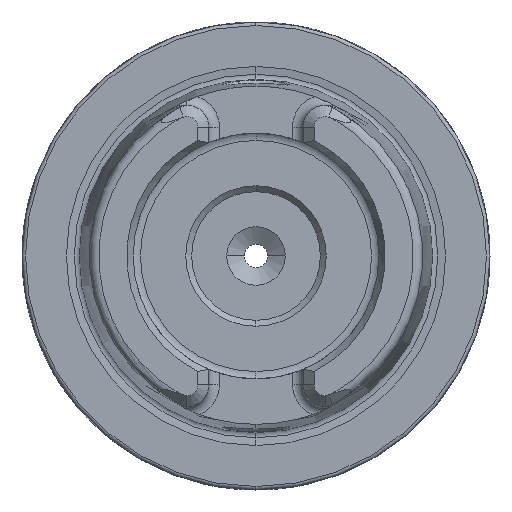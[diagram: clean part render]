
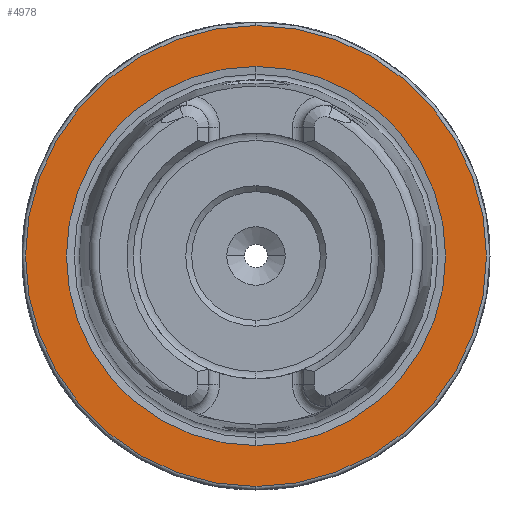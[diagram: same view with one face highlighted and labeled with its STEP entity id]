
A CAD part, left-side view. The second image highlights one B-rep face of the part: STEP entity #4978.
In plain terms, the highlighted planar face has unit normal (-1, 0, 0).
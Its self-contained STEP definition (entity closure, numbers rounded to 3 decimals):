
#225 = DIRECTION ( 'NONE',  ( -1., 0., 0. ) ) ;
#708 = AXIS2_PLACEMENT_3D ( 'NONE', #6360, #17400, #7925 ) ;
#714 = CARTESIAN_POINT ( 'NONE',  ( 0., 0., 16.207 ) ) ;
#2066 = DIRECTION ( 'NONE',  ( -1., 0., 0. ) ) ;
#3344 = CARTESIAN_POINT ( 'NONE',  ( 0., 0., 19.7 ) ) ;
#3504 = VERTEX_POINT ( 'NONE', #5900 ) ;
#3670 = EDGE_CURVE ( 'NONE', #5351, #3504, #4167, .T. ) ;
#4167 = CIRCLE ( 'NONE', #12836, 16.207 ) ;
#4557 = PLANE ( 'NONE',  #14830 ) ;
#4978 = ADVANCED_FACE ( 'NONE', ( #11226, #6045 ), #4557, .F. ) ;
#5063 = EDGE_CURVE ( 'NONE', #3504, #5351, #18642, .T. ) ;
#5257 = EDGE_CURVE ( 'NONE', #15301, #8774, #7751, .T. ) ;
#5351 = VERTEX_POINT ( 'NONE', #714 ) ;
#5900 = CARTESIAN_POINT ( 'NONE',  ( 0., 0., -16.207 ) ) ;
#6045 = FACE_OUTER_BOUND ( 'NONE', #13674, .T. ) ;
#6054 = ORIENTED_EDGE ( 'NONE', *, *, #16982, .T. ) ;
#6259 = CIRCLE ( 'NONE', #11125, 19.7 ) ;
#6360 = CARTESIAN_POINT ( 'NONE',  ( 0., 0., 0. ) ) ;
#7751 = CIRCLE ( 'NONE', #9119, 19.7 ) ;
#7925 = DIRECTION ( 'NONE',  ( 0., 0., 1. ) ) ;
#8351 = ORIENTED_EDGE ( 'NONE', *, *, #5257, .T. ) ;
#8735 = ORIENTED_EDGE ( 'NONE', *, *, #5063, .F. ) ;
#8774 = VERTEX_POINT ( 'NONE', #3344 ) ;
#9119 = AXIS2_PLACEMENT_3D ( 'NONE', #11520, #2066, #13114 ) ;
#9313 = DIRECTION ( 'NONE',  ( 1., 0., 0. ) ) ;
#9654 = CARTESIAN_POINT ( 'NONE',  ( 0., 0., 0. ) ) ;
#10209 = CARTESIAN_POINT ( 'NONE',  ( 0., 0., -19.7 ) ) ;
#11125 = AXIS2_PLACEMENT_3D ( 'NONE', #9654, #225, #11243 ) ;
#11226 = FACE_BOUND ( 'NONE', #17007, .T. ) ;
#11243 = DIRECTION ( 'NONE',  ( 0., 0., 1. ) ) ;
#11520 = CARTESIAN_POINT ( 'NONE',  ( 0., 0., 0. ) ) ;
#12836 = AXIS2_PLACEMENT_3D ( 'NONE', #18875, #18668, #18533 ) ;
#13114 = DIRECTION ( 'NONE',  ( 0., 0., 1. ) ) ;
#13674 = EDGE_LOOP ( 'NONE', ( #6054, #8351 ) ) ;
#14830 = AXIS2_PLACEMENT_3D ( 'NONE', #18790, #9313, #20373 ) ;
#15301 = VERTEX_POINT ( 'NONE', #10209 ) ;
#16982 = EDGE_CURVE ( 'NONE', #8774, #15301, #6259, .T. ) ;
#17007 = EDGE_LOOP ( 'NONE', ( #19421, #8735 ) ) ;
#17400 = DIRECTION ( 'NONE',  ( -1., 0., 0. ) ) ;
#18533 = DIRECTION ( 'NONE',  ( 0., 0., 1. ) ) ;
#18642 = CIRCLE ( 'NONE', #708, 16.207 ) ;
#18668 = DIRECTION ( 'NONE',  ( -1., 0., 0. ) ) ;
#18790 = CARTESIAN_POINT ( 'NONE',  ( 0., 19.7, 0. ) ) ;
#18875 = CARTESIAN_POINT ( 'NONE',  ( 0., 0., 0. ) ) ;
#19421 = ORIENTED_EDGE ( 'NONE', *, *, #3670, .F. ) ;
#20373 = DIRECTION ( 'NONE',  ( 0., 0., -1. ) ) ;
